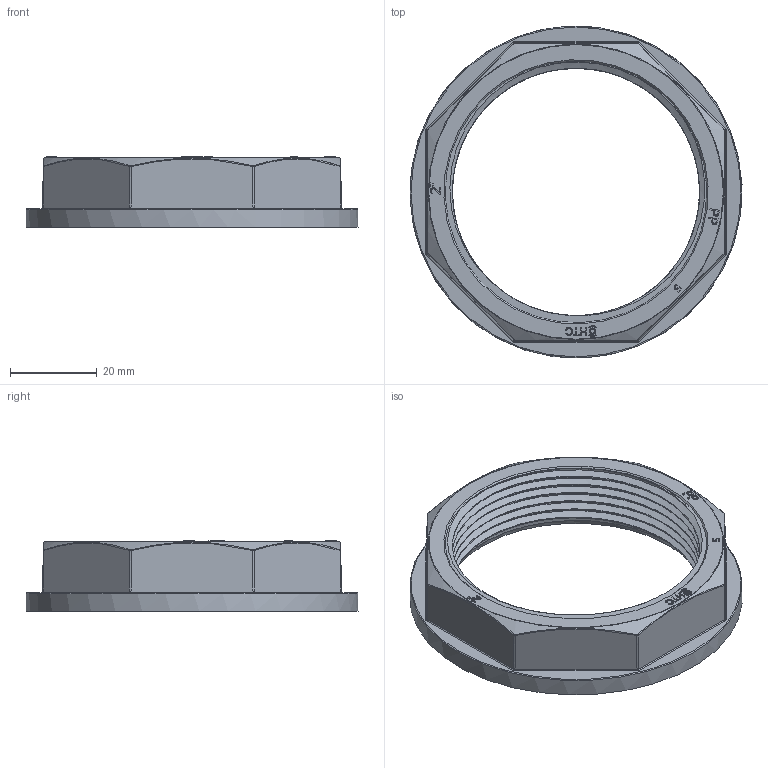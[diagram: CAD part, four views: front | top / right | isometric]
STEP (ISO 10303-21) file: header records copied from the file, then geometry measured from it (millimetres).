
FILE_DESCRIPTION(/* description */ (''),/* implementation_level */ '2;1');
FILE_NAME(/* name */ '2螺帽.stp',/* time_stamp */ '2025-09-26T17:04:31+08:00',/* author */ (''),/* organization */ (''),/* preprocessor_version */ 'ST-DEVELOPER v16.7',/* originating_system */ 'SIEMENS PLM Software NX 12.0',/* authorisation */ '');
FILE_SCHEMA (('AUTOMOTIVE_DESIGN { 1 0 10303 214 3 1 1 1 }'));
Length unit declared in the file: millimetre
Products named in the file (1): Admi2DF820695d0f
Bounding box: 76.63 x 76.63 x 16.2 mm (x, y, z)
Volume: 21724.1 mm3; surface area: 12215.6 mm2
Topology: 1 solids, 1 shells, 267 faces, 668 edges, 436 vertices
Faces by surface type: plane 125, bspline 52, extrusion 39, cone 36, cylinder 13, torus 2
Full cylindrical faces by diameter (mm): 0.938 x1, 1.449 x1, 60 x6
Entity records: 10642 total; most frequent: CARTESIAN_POINT 5202, ORIENTED_EDGE 1276, DIRECTION 794, EDGE_CURVE 638, VERTEX_POINT 420, B_SPLINE_CURVE_WITH_KNOTS 385, EDGE_LOOP 306, AXIS2_PLACEMENT_3D 291
